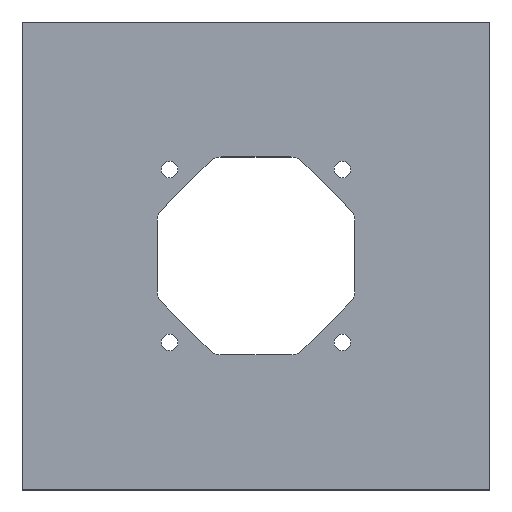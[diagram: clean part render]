
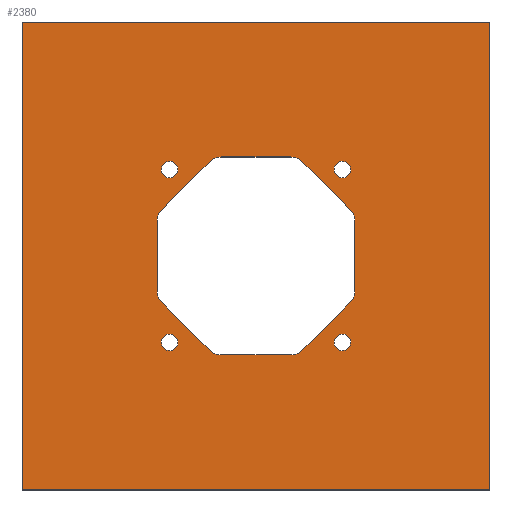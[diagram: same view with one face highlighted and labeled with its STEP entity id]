
A CAD part, top view. The second image highlights one B-rep face of the part: STEP entity #2380.
In plain terms, the highlighted planar face has unit normal (0, 0, 1).
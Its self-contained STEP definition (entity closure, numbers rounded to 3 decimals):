
#10=CARTESIAN_POINT('',(-130.793,-7.814,
-9.5));
#20=DIRECTION('',(0.,0.,-1.));
#30=DIRECTION('',(-1.,0.,0.));
#40=AXIS2_PLACEMENT_3D('',#10,#20,#30);
#50=PLANE('',#40);
#60=CARTESIAN_POINT('',(-174.,-126.,-9.5));
#70=DIRECTION('',(0.,0.,1.));
#80=DIRECTION('',(-1.,0.,0.));
#90=AXIS2_PLACEMENT_3D('',#60,#70,#80);
#100=CIRCLE('',#90,2.3);
#110=CARTESIAN_POINT('',(-176.3,-126.,-9.5));
#120=VERTEX_POINT('',#110);
#130=CARTESIAN_POINT('',(-171.7,-126.,-9.5));
#140=VERTEX_POINT('',#130);
#150=EDGE_CURVE('',#120,#140,#100,.T.);
#160=ORIENTED_EDGE('',*,*,#150,.F.);
#170=EDGE_CURVE('',#140,#120,#100,.T.);
#180=ORIENTED_EDGE('',*,*,#170,.F.);
#190=EDGE_LOOP('',(#180,#160));
#200=FACE_BOUND('',#190,.T.);
#210=CARTESIAN_POINT('',(-174.,-174.,-9.5));
#220=DIRECTION('',(0.,0.,-1.));
#230=DIRECTION('',(1.,0.,0.));
#240=AXIS2_PLACEMENT_3D('',#210,#220,#230);
#250=CIRCLE('',#240,2.3);
#260=CARTESIAN_POINT('',(-171.7,-174.,-9.5));
#270=VERTEX_POINT('',#260);
#280=CARTESIAN_POINT('',(-176.3,-174.,-9.5));
#290=VERTEX_POINT('',#280);
#300=EDGE_CURVE('',#270,#290,#250,.T.);
#310=ORIENTED_EDGE('',*,*,#300,.T.);
#320=EDGE_CURVE('',#290,#270,#250,.T.);
#330=ORIENTED_EDGE('',*,*,#320,.T.);
#340=EDGE_LOOP('',(#330,#310));
#350=FACE_BOUND('',#340,.T.);
#360=CARTESIAN_POINT('',(-126.,-174.,-9.5));
#370=DIRECTION('',(0.,0.,-1.));
#380=DIRECTION('',(1.,0.,0.));
#390=AXIS2_PLACEMENT_3D('',#360,#370,#380);
#400=CIRCLE('',#390,2.3);
#410=CARTESIAN_POINT('',(-123.7,-174.,-9.5));
#420=VERTEX_POINT('',#410);
#430=CARTESIAN_POINT('',(-128.3,-174.,-9.5));
#440=VERTEX_POINT('',#430);
#450=EDGE_CURVE('',#420,#440,#400,.T.);
#460=ORIENTED_EDGE('',*,*,#450,.T.);
#470=EDGE_CURVE('',#440,#420,#400,.T.);
#480=ORIENTED_EDGE('',*,*,#470,.T.);
#490=EDGE_LOOP('',(#480,#460));
#500=FACE_BOUND('',#490,.T.);
#510=CARTESIAN_POINT('',(-126.,-126.,-9.5));
#520=DIRECTION('',(0.,0.,1.));
#530=DIRECTION('',(-1.,0.,0.));
#540=AXIS2_PLACEMENT_3D('',#510,#520,#530);
#550=CIRCLE('',#540,2.3);
#560=CARTESIAN_POINT('',(-128.3,-126.,-9.5));
#570=VERTEX_POINT('',#560);
#580=CARTESIAN_POINT('',(-123.7,-126.,-9.5));
#590=VERTEX_POINT('',#580);
#600=EDGE_CURVE('',#570,#590,#550,.T.);
#610=ORIENTED_EDGE('',*,*,#600,.F.);
#620=EDGE_CURVE('',#590,#570,#550,.T.);
#630=ORIENTED_EDGE('',*,*,#620,.F.);
#640=EDGE_LOOP('',(#630,#610));
#650=FACE_BOUND('',#640,.T.);
#660=CARTESIAN_POINT('',(-172.5,-140.5,-9.5));
#670=DIRECTION('',(0.,0.,-1.));
#680=DIRECTION('',(-1.,0.,0.));
#690=AXIS2_PLACEMENT_3D('',#660,#670,#680);
#700=CIRCLE('',#690,5.);
#710=CARTESIAN_POINT('',(-177.5,-140.5,-9.5));
#720=VERTEX_POINT('',#710);
#730=CARTESIAN_POINT('',(-176.036,-136.964,
-9.5));
#740=VERTEX_POINT('',#730);
#750=EDGE_CURVE('',#720,#740,#700,.T.);
#760=ORIENTED_EDGE('',*,*,#750,.T.);
#770=CARTESIAN_POINT('',(-177.5,-7.814,-9.5));
#780=DIRECTION('',(0.,-1.,0.));
#790=VECTOR('',#780,1.);
#800=LINE('',#770,#790);
#810=CARTESIAN_POINT('',(-177.5,-159.5,-9.5));
#820=VERTEX_POINT('',#810);
#830=EDGE_CURVE('',#720,#820,#800,.T.);
#840=ORIENTED_EDGE('',*,*,#830,.F.);
#850=CARTESIAN_POINT('',(-172.5,-159.5,-9.5));
#860=DIRECTION('',(0.,0.,-1.));
#870=DIRECTION('',(-1.,0.,0.));
#880=AXIS2_PLACEMENT_3D('',#850,#860,#870);
#890=CIRCLE('',#880,5.);
#900=CARTESIAN_POINT('',(-176.036,-163.036,
-9.5));
#910=VERTEX_POINT('',#900);
#920=EDGE_CURVE('',#910,#820,#890,.T.);
#930=ORIENTED_EDGE('',*,*,#920,.T.);
#940=CARTESIAN_POINT('',(-331.258,-7.814,
-9.5));
#950=DIRECTION('',(0.707,-0.707,-0.));
#960=VECTOR('',#950,1.);
#970=LINE('',#940,#960);
#980=CARTESIAN_POINT('',(-163.036,-176.036,
-9.5));
#990=VERTEX_POINT('',#980);
#1000=EDGE_CURVE('',#910,#990,#970,.T.);
#1010=ORIENTED_EDGE('',*,*,#1000,.F.);
#1020=CARTESIAN_POINT('',(-159.5,-172.5,-9.5));
#1030=DIRECTION('',(0.,0.,-1.));
#1040=DIRECTION('',(-1.,0.,0.));
#1050=AXIS2_PLACEMENT_3D('',#1020,#1030,#1040);
#1060=CIRCLE('',#1050,5.);
#1070=CARTESIAN_POINT('',(-159.5,-177.5,-9.5));
#1080=VERTEX_POINT('',#1070);
#1090=EDGE_CURVE('',#1080,#990,#1060,.T.);
#1100=ORIENTED_EDGE('',*,*,#1090,.T.);
#1110=CARTESIAN_POINT('',(-130.793,-177.5,-9.5));
#1120=DIRECTION('',(1.,0.,0.));
#1130=VECTOR('',#1120,1.);
#1140=LINE('',#1110,#1130);
#1150=CARTESIAN_POINT('',(-140.5,-177.5,-9.5));
#1160=VERTEX_POINT('',#1150);
#1170=EDGE_CURVE('',#1080,#1160,#1140,.T.);
#1180=ORIENTED_EDGE('',*,*,#1170,.F.);
#1190=CARTESIAN_POINT('',(-140.5,-172.5,-9.5));
#1200=DIRECTION('',(0.,0.,-1.));
#1210=DIRECTION('',(-1.,0.,0.));
#1220=AXIS2_PLACEMENT_3D('',#1190,#1200,#1210);
#1230=CIRCLE('',#1220,5.);
#1240=CARTESIAN_POINT('',(-136.964,-176.036,
-9.5));
#1250=VERTEX_POINT('',#1240);
#1260=EDGE_CURVE('',#1250,#1160,#1230,.T.);
#1270=ORIENTED_EDGE('',*,*,#1260,.T.);
#1280=CARTESIAN_POINT('',(31.258,-7.814,
-9.5));
#1290=DIRECTION('',(0.707,0.707,0.));
#1300=VECTOR('',#1290,1.);
#1310=LINE('',#1280,#1300);
#1320=CARTESIAN_POINT('',(-123.964,-163.036,
-9.5));
#1330=VERTEX_POINT('',#1320);
#1340=EDGE_CURVE('',#1250,#1330,#1310,.T.);
#1350=ORIENTED_EDGE('',*,*,#1340,.F.);
#1360=CARTESIAN_POINT('',(-127.5,-159.5,-9.5));
#1370=DIRECTION('',(0.,0.,-1.));
#1380=DIRECTION('',(-1.,0.,0.));
#1390=AXIS2_PLACEMENT_3D('',#1360,#1370,#1380);
#1400=CIRCLE('',#1390,5.);
#1410=CARTESIAN_POINT('',(-122.5,-159.5,-9.5));
#1420=VERTEX_POINT('',#1410);
#1430=EDGE_CURVE('',#1420,#1330,#1400,.T.);
#1440=ORIENTED_EDGE('',*,*,#1430,.T.);
#1450=CARTESIAN_POINT('',(-122.5,-7.814,-9.5));
#1460=DIRECTION('',(0.,1.,0.));
#1470=VECTOR('',#1460,1.);
#1480=LINE('',#1450,#1470);
#1490=CARTESIAN_POINT('',(-122.5,-140.5,-9.5));
#1500=VERTEX_POINT('',#1490);
#1510=EDGE_CURVE('',#1420,#1500,#1480,.T.);
#1520=ORIENTED_EDGE('',*,*,#1510,.F.);
#1530=CARTESIAN_POINT('',(-127.5,-140.5,-9.5));
#1540=DIRECTION('',(0.,0.,-1.));
#1550=DIRECTION('',(-1.,0.,0.));
#1560=AXIS2_PLACEMENT_3D('',#1530,#1540,#1550);
#1570=CIRCLE('',#1560,5.);
#1580=CARTESIAN_POINT('',(-123.964,-136.964,
-9.5));
#1590=VERTEX_POINT('',#1580);
#1600=EDGE_CURVE('',#1590,#1500,#1570,.T.);
#1610=ORIENTED_EDGE('',*,*,#1600,.T.);
#1620=CARTESIAN_POINT('',(-253.115,-7.814,
-9.5));
#1630=DIRECTION('',(-0.707,0.707,0.));
#1640=VECTOR('',#1630,1.);
#1650=LINE('',#1620,#1640);
#1660=CARTESIAN_POINT('',(-136.964,-123.964,
-9.5));
#1670=VERTEX_POINT('',#1660);
#1680=EDGE_CURVE('',#1590,#1670,#1650,.T.);
#1690=ORIENTED_EDGE('',*,*,#1680,.F.);
#1700=CARTESIAN_POINT('',(-140.5,-127.5,-9.5));
#1710=DIRECTION('',(0.,0.,-1.));
#1720=DIRECTION('',(-1.,0.,0.));
#1730=AXIS2_PLACEMENT_3D('',#1700,#1710,#1720);
#1740=CIRCLE('',#1730,5.);
#1750=CARTESIAN_POINT('',(-140.5,-122.5,-9.5));
#1760=VERTEX_POINT('',#1750);
#1770=EDGE_CURVE('',#1760,#1670,#1740,.T.);
#1780=ORIENTED_EDGE('',*,*,#1770,.T.);
#1790=CARTESIAN_POINT('',(-130.793,-122.5,-9.5));
#1800=DIRECTION('',(-1.,0.,0.));
#1810=VECTOR('',#1800,1.);
#1820=LINE('',#1790,#1810);
#1830=CARTESIAN_POINT('',(-159.5,-122.5,-9.5));
#1840=VERTEX_POINT('',#1830);
#1850=EDGE_CURVE('',#1760,#1840,#1820,.T.);
#1860=ORIENTED_EDGE('',*,*,#1850,.F.);
#1870=CARTESIAN_POINT('',(-159.5,-127.5,-9.5));
#1880=DIRECTION('',(0.,0.,-1.));
#1890=DIRECTION('',(-1.,0.,0.));
#1900=AXIS2_PLACEMENT_3D('',#1870,#1880,#1890);
#1910=CIRCLE('',#1900,5.);
#1920=CARTESIAN_POINT('',(-163.036,-123.964,
-9.5));
#1930=VERTEX_POINT('',#1920);
#1940=EDGE_CURVE('',#1930,#1840,#1910,.T.);
#1950=ORIENTED_EDGE('',*,*,#1940,.T.);
#1960=CARTESIAN_POINT('',(-46.885,-7.814,
-9.5));
#1970=DIRECTION('',(-0.707,-0.707,0.));
#1980=VECTOR('',#1970,1.);
#1990=LINE('',#1960,#1980);
#2000=EDGE_CURVE('',#1930,#740,#1990,.T.);
#2010=ORIENTED_EDGE('',*,*,#2000,.F.);
#2020=EDGE_LOOP('',(#2010,#1950,#1860,#1780,#1690,#1610,#1520,#1440,
#1350,#1270,#1180,#1100,#1010,#930,#840,#760));
#2030=FACE_BOUND('',#2020,.T.);
#2040=CARTESIAN_POINT('',(-85.,-7.814,-9.5));
#2050=DIRECTION('',(0.,1.,0.));
#2060=VECTOR('',#2050,1.);
#2070=LINE('',#2040,#2060);
#2080=CARTESIAN_POINT('',(-85.,-215.,-9.5));
#2090=VERTEX_POINT('',#2080);
#2100=CARTESIAN_POINT('',(-85.,-85.,-9.5));
#2110=VERTEX_POINT('',#2100);
#2120=EDGE_CURVE('',#2090,#2110,#2070,.T.);
#2130=ORIENTED_EDGE('',*,*,#2120,.T.);
#2140=CARTESIAN_POINT('',(-130.793,-215.,-9.5));
#2150=DIRECTION('',(-1.,0.,0.));
#2160=VECTOR('',#2150,1.);
#2170=LINE('',#2140,#2160);
#2180=CARTESIAN_POINT('',(-215.,-215.,-9.5));
#2190=VERTEX_POINT('',#2180);
#2200=EDGE_CURVE('',#2090,#2190,#2170,.T.);
#2210=ORIENTED_EDGE('',*,*,#2200,.F.);
#2220=CARTESIAN_POINT('',(-215.,-7.814,-9.5));
#2230=DIRECTION('',(0.,1.,0.));
#2240=VECTOR('',#2230,1.);
#2250=LINE('',#2220,#2240);
#2260=CARTESIAN_POINT('',(-215.,-85.,-9.5));
#2270=VERTEX_POINT('',#2260);
#2280=EDGE_CURVE('',#2190,#2270,#2250,.T.);
#2290=ORIENTED_EDGE('',*,*,#2280,.F.);
#2300=CARTESIAN_POINT('',(-130.793,-85.,
-9.5));
#2310=DIRECTION('',(-1.,0.,0.));
#2320=VECTOR('',#2310,1.);
#2330=LINE('',#2300,#2320);
#2340=EDGE_CURVE('',#2110,#2270,#2330,.T.);
#2350=ORIENTED_EDGE('',*,*,#2340,.T.);
#2360=EDGE_LOOP('',(#2350,#2290,#2210,#2130));
#2370=FACE_OUTER_BOUND('',#2360,.T.);
#2380=ADVANCED_FACE('',(#200,#350,#500,#650,#2030,#2370),#50,.F.);
